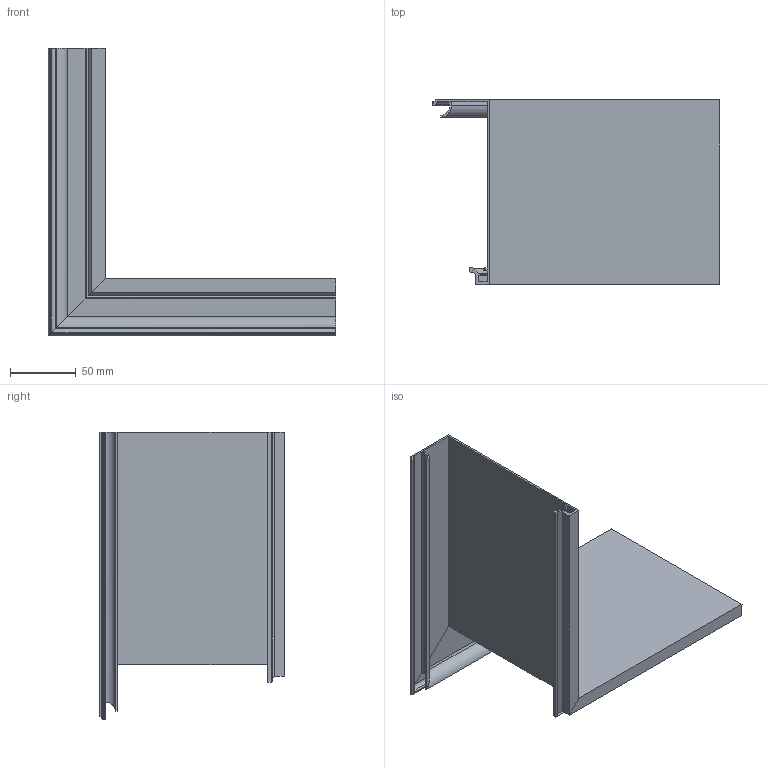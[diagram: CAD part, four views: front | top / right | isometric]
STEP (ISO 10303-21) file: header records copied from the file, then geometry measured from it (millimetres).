
FILE_DESCRIPTION (( 'STEP AP214' ), '1' );
FILE_NAME ('6115895.stp', '2016-06-21T09:26:36', ( '' ), ( '' ), 'SwSTEP 2.0', 'SolidWorks 2014', '' );
FILE_SCHEMA (( 'AUTOMOTIVE_DESIGN' ));
Length unit declared in the file: millimetre
Products named in the file (3): 6115895; 047640_Standard
Assembly tree (2 placements, depth 2):
  6115895
    047640_Standard
    047640_Standard
Bounding box: 218 x 140 x 218 mm (x, y, z)
Volume: 128840.2 mm3; surface area: 167762 mm2
Topology: 2 solids, 2 shells, 80 faces, 228 edges, 152 vertices
Faces by surface type: plane 52, cylinder 28
Entity records: 2690 total; most frequent: CARTESIAN_POINT 549, ORIENTED_EDGE 456, DIRECTION 398, EDGE_CURVE 228, VECTOR 172, LINE 172, VERTEX_POINT 152, AXIS2_PLACEMENT_3D 113
